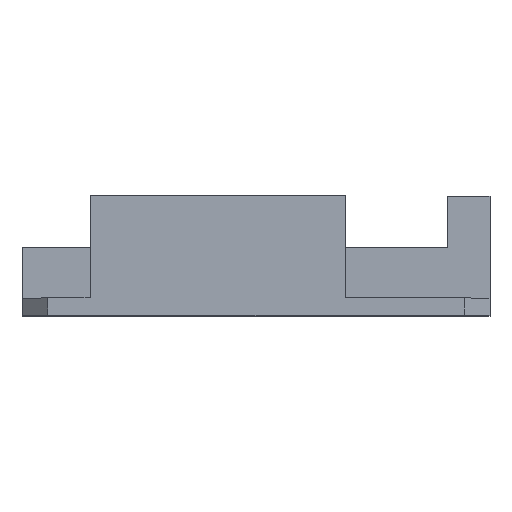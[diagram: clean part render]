
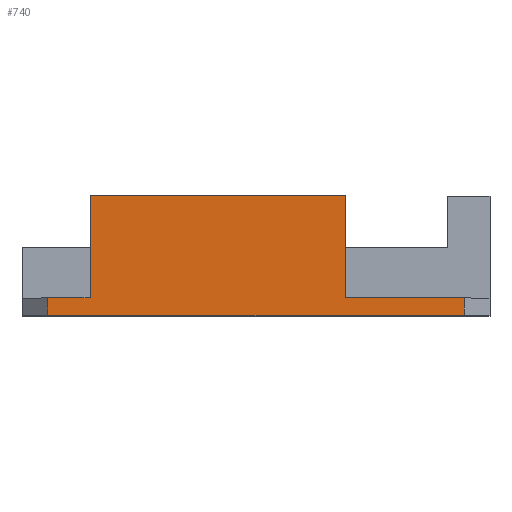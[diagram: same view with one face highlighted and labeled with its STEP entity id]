
A CAD part, top view. The second image highlights one B-rep face of the part: STEP entity #740.
In plain terms, the highlighted planar face has unit normal (0, 0, 1).
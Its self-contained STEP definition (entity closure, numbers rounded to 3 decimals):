
#24 = DIRECTION ( 'NONE',  ( 0., 1., 0. ) ) ;
#109 = VERTEX_POINT ( 'NONE', #347 ) ;
#127 = AXIS2_PLACEMENT_3D ( 'NONE', #802, #496, #339 ) ;
#136 = VERTEX_POINT ( 'NONE', #1096 ) ;
#137 = FACE_OUTER_BOUND ( 'NONE', #1293, .T. ) ;
#140 = CARTESIAN_POINT ( 'NONE',  ( 27.5, 0., 37.5 ) ) ;
#164 = CARTESIAN_POINT ( 'NONE',  ( 24.5, 14., 37.5 ) ) ;
#191 = PLANE ( 'NONE',  #127 ) ;
#192 = CARTESIAN_POINT ( 'NONE',  ( 27.5, 2., 37.5 ) ) ;
#209 = CARTESIAN_POINT ( 'NONE',  ( 24.5, 2., 37.5 ) ) ;
#216 = CARTESIAN_POINT ( 'NONE',  ( 24.5, 0., 37.5 ) ) ;
#301 = EDGE_CURVE ( 'NONE', #136, #1706, #1312, .T. ) ;
#309 = CARTESIAN_POINT ( 'NONE',  ( -19.5, 2., 37.5 ) ) ;
#339 = DIRECTION ( 'NONE',  ( -1., 0., 0. ) ) ;
#340 = DIRECTION ( 'NONE',  ( 1., 0., 0. ) ) ;
#347 = CARTESIAN_POINT ( 'NONE',  ( 10.5, 14., 37.5 ) ) ;
#369 = ORIENTED_EDGE ( 'NONE', *, *, #898, .T. ) ;
#380 = VECTOR ( 'NONE', #1064, 1000. ) ;
#403 = ORIENTED_EDGE ( 'NONE', *, *, #511, .F. ) ;
#405 = DIRECTION ( 'NONE',  ( 1., 0., 0. ) ) ;
#434 = CARTESIAN_POINT ( 'NONE',  ( 10.5, 2., 37.5 ) ) ;
#440 = ORIENTED_EDGE ( 'NONE', *, *, #553, .T. ) ;
#465 = CARTESIAN_POINT ( 'NONE',  ( 10.5, 2., 37.5 ) ) ;
#488 = VERTEX_POINT ( 'NONE', #1731 ) ;
#496 = DIRECTION ( 'NONE',  ( 0., 0., -1. ) ) ;
#511 = EDGE_CURVE ( 'NONE', #1448, #109, #1541, .T. ) ;
#549 = ORIENTED_EDGE ( 'NONE', *, *, #1785, .F. ) ;
#553 = EDGE_CURVE ( 'NONE', #488, #794, #570, .T. ) ;
#570 = LINE ( 'NONE', #140, #1762 ) ;
#583 = DIRECTION ( 'NONE',  ( 1., 0., 0. ) ) ;
#588 = VECTOR ( 'NONE', #24, 1000. ) ;
#645 = ORIENTED_EDGE ( 'NONE', *, *, #1405, .T. ) ;
#682 = VECTOR ( 'NONE', #1441, 1000. ) ;
#700 = LINE ( 'NONE', #192, #1447 ) ;
#740 = ADVANCED_FACE ( 'NONE', ( #137 ), #191, .F. ) ;
#757 = VERTEX_POINT ( 'NONE', #209 ) ;
#794 = VERTEX_POINT ( 'NONE', #216 ) ;
#802 = CARTESIAN_POINT ( 'NONE',  ( 27.5, 14., 37.5 ) ) ;
#819 = CARTESIAN_POINT ( 'NONE',  ( -27.5, 2., 37.5 ) ) ;
#820 = VECTOR ( 'NONE', #405, 1000. ) ;
#898 = EDGE_CURVE ( 'NONE', #794, #757, #1557, .T. ) ;
#927 = LINE ( 'NONE', #1240, #954 ) ;
#939 = CARTESIAN_POINT ( 'NONE',  ( -19.5, 2., 37.5 ) ) ;
#954 = VECTOR ( 'NONE', #1238, 1000. ) ;
#965 = VERTEX_POINT ( 'NONE', #465 ) ;
#1057 = VECTOR ( 'NONE', #1455, 1000. ) ;
#1064 = DIRECTION ( 'NONE',  ( 0., 1., 0. ) ) ;
#1072 = LINE ( 'NONE', #434, #682 ) ;
#1074 = ORIENTED_EDGE ( 'NONE', *, *, #301, .F. ) ;
#1096 = CARTESIAN_POINT ( 'NONE',  ( -24.5, 2., 37.5 ) ) ;
#1108 = EDGE_CURVE ( 'NONE', #965, #109, #1072, .T. ) ;
#1237 = EDGE_CURVE ( 'NONE', #1706, #1448, #1389, .T. ) ;
#1238 = DIRECTION ( 'NONE',  ( 0., -1., 0. ) ) ;
#1240 = CARTESIAN_POINT ( 'NONE',  ( -24.5, 14., 37.5 ) ) ;
#1263 = CARTESIAN_POINT ( 'NONE',  ( -19.5, 14., 37.5 ) ) ;
#1293 = EDGE_LOOP ( 'NONE', ( #440, #369, #549, #1651, #403, #1590, #1074, #645 ) ) ;
#1312 = LINE ( 'NONE', #819, #820 ) ;
#1322 = CARTESIAN_POINT ( 'NONE',  ( 27.5, 14., 37.5 ) ) ;
#1389 = LINE ( 'NONE', #309, #588 ) ;
#1405 = EDGE_CURVE ( 'NONE', #136, #488, #927, .T. ) ;
#1441 = DIRECTION ( 'NONE',  ( 0., 1., 0. ) ) ;
#1447 = VECTOR ( 'NONE', #340, 1000. ) ;
#1448 = VERTEX_POINT ( 'NONE', #1263 ) ;
#1455 = DIRECTION ( 'NONE',  ( 1., 0., 0. ) ) ;
#1541 = LINE ( 'NONE', #1322, #1057 ) ;
#1557 = LINE ( 'NONE', #164, #380 ) ;
#1590 = ORIENTED_EDGE ( 'NONE', *, *, #1237, .F. ) ;
#1651 = ORIENTED_EDGE ( 'NONE', *, *, #1108, .T. ) ;
#1706 = VERTEX_POINT ( 'NONE', #939 ) ;
#1731 = CARTESIAN_POINT ( 'NONE',  ( -24.5, 0., 37.5 ) ) ;
#1762 = VECTOR ( 'NONE', #583, 1000. ) ;
#1785 = EDGE_CURVE ( 'NONE', #965, #757, #700, .T. ) ;
